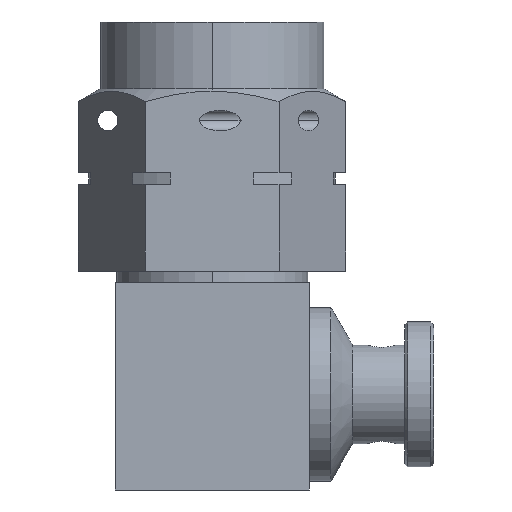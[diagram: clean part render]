
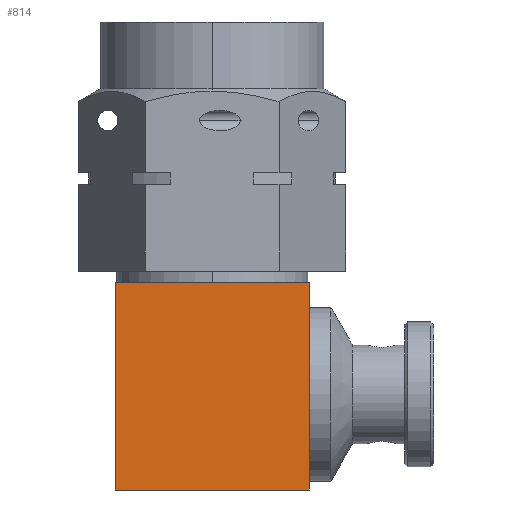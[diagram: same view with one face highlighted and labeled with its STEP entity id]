
A CAD part, left-side view. The second image highlights one B-rep face of the part: STEP entity #814.
In plain terms, the highlighted planar face has unit normal (-1, 0, 0).
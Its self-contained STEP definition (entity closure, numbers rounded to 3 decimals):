
#2 = CARTESIAN_POINT ( 'NONE',  ( -3.35, -3.35, -6.35 ) ) ;
#233 = VERTEX_POINT ( 'NONE', #259 ) ;
#249 = VECTOR ( 'NONE', #1577, 1000. ) ;
#259 = CARTESIAN_POINT ( 'NONE',  ( -3.35, 3.35, -6.35 ) ) ;
#353 = CARTESIAN_POINT ( 'NONE',  ( -3.35, 3.35, -13.5 ) ) ;
#433 = VECTOR ( 'NONE', #2166, 1000. ) ;
#502 = VERTEX_POINT ( 'NONE', #2 ) ;
#590 = ORIENTED_EDGE ( 'NONE', *, *, #1719, .T. ) ;
#814 = ADVANCED_FACE ( 'NONE', ( #2275 ), #2568, .T. ) ;
#861 = EDGE_CURVE ( 'NONE', #502, #233, #905, .T. ) ;
#905 = LINE ( 'NONE', #1288, #1398 ) ;
#970 = LINE ( 'NONE', #3461, #249 ) ;
#1288 = CARTESIAN_POINT ( 'NONE',  ( -3.35, -3.35, -6.35 ) ) ;
#1389 = CARTESIAN_POINT ( 'NONE',  ( -3.35, -3.35, -13.5 ) ) ;
#1398 = VECTOR ( 'NONE', #1852, 1000. ) ;
#1577 = DIRECTION ( 'NONE',  ( 0., 0., 1. ) ) ;
#1591 = EDGE_CURVE ( 'NONE', #1720, #2582, #3032, .T. ) ;
#1719 = EDGE_CURVE ( 'NONE', #2582, #502, #3201, .T. ) ;
#1720 = VERTEX_POINT ( 'NONE', #353 ) ;
#1726 = ORIENTED_EDGE ( 'NONE', *, *, #1591, .T. ) ;
#1792 = EDGE_LOOP ( 'NONE', ( #590, #2331, #2453, #1726 ) ) ;
#1794 = CARTESIAN_POINT ( 'NONE',  ( -3.35, -3.35, -13.5 ) ) ;
#1852 = DIRECTION ( 'NONE',  ( 0., 1., 0. ) ) ;
#2060 = DIRECTION ( 'NONE',  ( -1., 0., 0. ) ) ;
#2166 = DIRECTION ( 'NONE',  ( 0., -1., 0. ) ) ;
#2275 = FACE_OUTER_BOUND ( 'NONE', #1792, .T. ) ;
#2331 = ORIENTED_EDGE ( 'NONE', *, *, #861, .T. ) ;
#2453 = ORIENTED_EDGE ( 'NONE', *, *, #2549, .F. ) ;
#2549 = EDGE_CURVE ( 'NONE', #1720, #233, #970, .T. ) ;
#2568 = PLANE ( 'NONE',  #2619 ) ;
#2582 = VERTEX_POINT ( 'NONE', #2960 ) ;
#2611 = DIRECTION ( 'NONE',  ( 0., 0., 1. ) ) ;
#2619 = AXIS2_PLACEMENT_3D ( 'NONE', #1794, #2060, #2611 ) ;
#2859 = VECTOR ( 'NONE', #3076, 1000. ) ;
#2960 = CARTESIAN_POINT ( 'NONE',  ( -3.35, -3.35, -13.5 ) ) ;
#3032 = LINE ( 'NONE', #1389, #433 ) ;
#3064 = CARTESIAN_POINT ( 'NONE',  ( -3.35, -3.35, -13.5 ) ) ;
#3076 = DIRECTION ( 'NONE',  ( 0., 0., 1. ) ) ;
#3201 = LINE ( 'NONE', #3064, #2859 ) ;
#3461 = CARTESIAN_POINT ( 'NONE',  ( -3.35, 3.35, -13.5 ) ) ;
